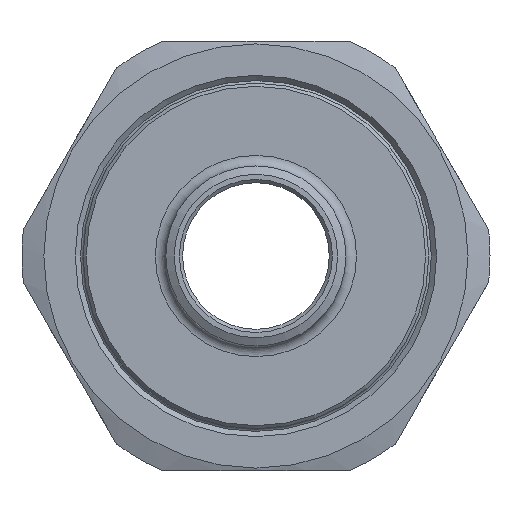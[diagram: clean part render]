
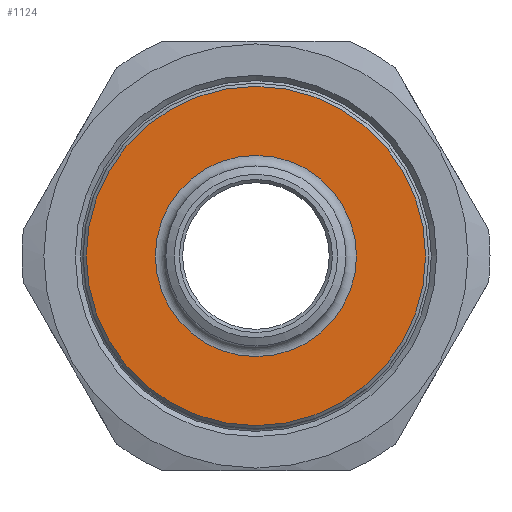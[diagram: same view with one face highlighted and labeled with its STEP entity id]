
A CAD part, left-side view. The second image highlights one B-rep face of the part: STEP entity #1124.
In plain terms, the highlighted planar face has unit normal (-1, 0, 0).
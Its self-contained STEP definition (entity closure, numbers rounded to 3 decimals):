
#71=FACE_BOUND('',#246,.T.);
#94=PLANE('',#1340);
#167=FACE_OUTER_BOUND('',#245,.T.);
#245=EDGE_LOOP('',(#981));
#246=EDGE_LOOP('',(#982));
#433=CIRCLE('',#1339,16.2);
#434=CIRCLE('',#1341,9.6);
#543=VERTEX_POINT('',#2080);
#544=VERTEX_POINT('',#2084);
#693=EDGE_CURVE('',#543,#543,#433,.T.);
#694=EDGE_CURVE('',#544,#544,#434,.T.);
#981=ORIENTED_EDGE('',*,*,#693,.F.);
#982=ORIENTED_EDGE('',*,*,#694,.F.);
#1124=ADVANCED_FACE('',(#167,#71),#94,.T.);
#1339=AXIS2_PLACEMENT_3D('',#2082,#1682,#1683);
#1340=AXIS2_PLACEMENT_3D('',#2083,#1684,#1685);
#1341=AXIS2_PLACEMENT_3D('',#2085,#1686,#1687);
#1682=DIRECTION('center_axis',(1.,0.,0.));
#1683=DIRECTION('ref_axis',(0.,-1.,0.));
#1684=DIRECTION('center_axis',(-1.,0.,0.));
#1685=DIRECTION('ref_axis',(0.,0.,1.));
#1686=DIRECTION('center_axis',(-1.,0.,0.));
#1687=DIRECTION('ref_axis',(0.,-1.,0.));
#2080=CARTESIAN_POINT('',(-16.,16.2,0.));
#2082=CARTESIAN_POINT('Origin',(-16.,0.,0.));
#2083=CARTESIAN_POINT('Origin',(-16.,16.5,0.));
#2084=CARTESIAN_POINT('',(-16.,0.,9.6));
#2085=CARTESIAN_POINT('Origin',(-16.,0.,0.));
